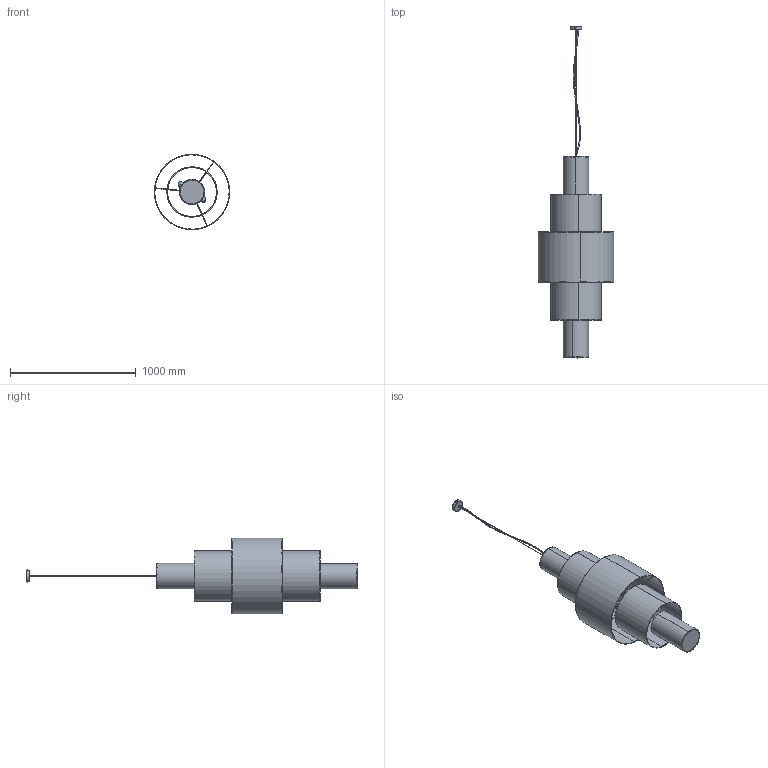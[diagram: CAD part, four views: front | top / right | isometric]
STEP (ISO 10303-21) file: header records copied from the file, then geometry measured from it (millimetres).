
FILE_DESCRIPTION (( 'STEP AP214' ), '1' );
FILE_NAME ('CROISSANT PENDANT LAMP D600 H1600.STEP', '2022-12-13T12:27:42', ( '' ), ( '' ), 'SwSTEP 2.0', 'SolidWorks 2018', '' );
FILE_SCHEMA (( 'AUTOMOTIVE_DESIGN' ));
Length unit declared in the file: millimetre
Products named in the file (17): CROISSANT PENDANT LAMP D600 H1600; Roseti klamber; E27 sokkel; Swivel joint_90deg; E27 classic P; Soklikoostu; FLY SC080220 kuppel D400; Swivel joint 1; Traadilukk; socket button head screw_iso_ISO 7380 - M6 x 12 - 12N; Pleks alumisse kuplisse; Rosett; Juhtmelukk; Pleks ülemisse kuplisse; FLY kuppel D200; Swivel joint 2; FLY SC060160 kuppel D600
Assembly tree (28 placements, depth 3):
  CROISSANT PENDANT LAMP D600 H1600
    Rosett
    FLY kuppel D200  x2
    Pleks ülemisse kuplisse
    Traadilukk
    FLY SC080220 kuppel D400  x2
    FLY SC060160 kuppel D600
    Pleks alumisse kuplisse
    Soklikoostu
    Juhtmelukk
    E27 classic P  x4
    E27 sokkel  x4
    Swivel joint_90deg  x4
      Swivel joint 1
      Swivel joint 2
    Roseti klamber
    socket button head screw_iso_ISO 7380 - M6 x 12 - 12N  x2
Bounding box: 598.62 x 2636 x 598.62 mm (x, y, z)
Volume: 2222780.9 mm3; surface area: 4768186.1 mm2
Topology: 56 solids, 56 shells, 607 faces, 1386 edges, 846 vertices
Faces by surface type: cylinder 225, plane 190, torus 112, cone 40, sphere 36, bspline 4
Entity records: 16624 total; most frequent: CARTESIAN_POINT 7694, DIRECTION 1842, ORIENTED_EDGE 1522, AXIS2_PLACEMENT_3D 785, EDGE_CURVE 761, VERTEX_POINT 463, CIRCLE 410, EDGE_LOOP 378
